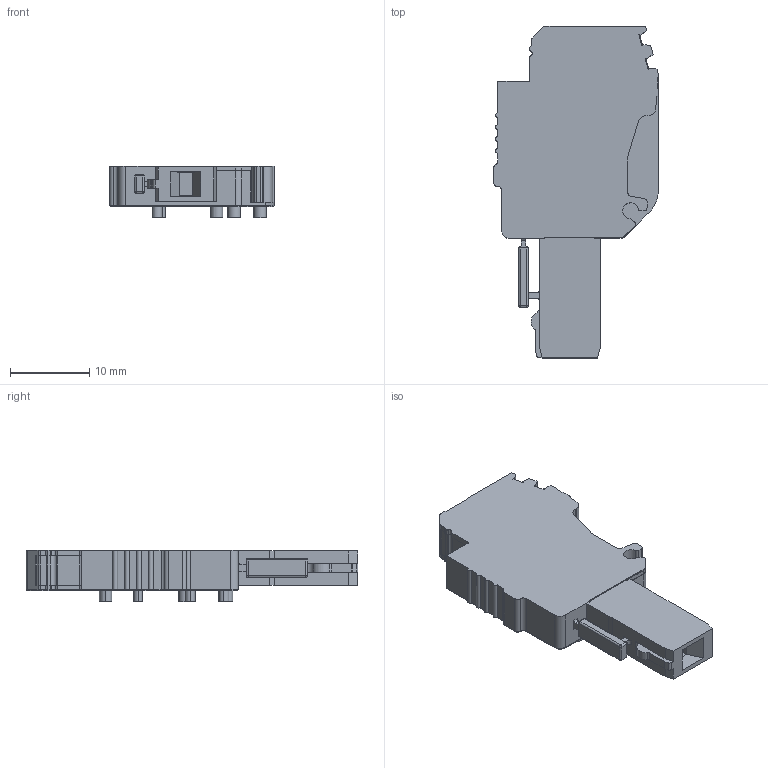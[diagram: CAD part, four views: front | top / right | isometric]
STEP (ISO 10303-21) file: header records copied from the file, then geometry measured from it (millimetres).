
FILE_DESCRIPTION (( 'STEP AP214' ), '1' );
FILE_NAME ('310549_SG_PT 2.5GCS_1M_Grey.STEP', '2017-10-02T10:17:50', ( '' ), ( '' ), 'SwSTEP 2.0', 'SolidWorks 2017', '' );
FILE_SCHEMA (( 'AUTOMOTIVE_DESIGN' ));
Length unit declared in the file: millimetre
Products named in the file (1): 310549_SG_PT 2.5GCS_1M_Grey
Bounding box: 20.78 x 41.9 x 6.55 mm (x, y, z)
Volume: 2852.8 mm3; surface area: 2020.8 mm2
Topology: 1 solids, 2 shells, 309 faces, 853 edges, 552 vertices
Faces by surface type: plane 194, cylinder 107, bspline 8
Entity records: 9885 total; most frequent: CARTESIAN_POINT 1836, ORIENTED_EDGE 1690, DIRECTION 1663, EDGE_CURVE 845, VECTOR 625, LINE 625, VERTEX_POINT 552, AXIS2_PLACEMENT_3D 519
